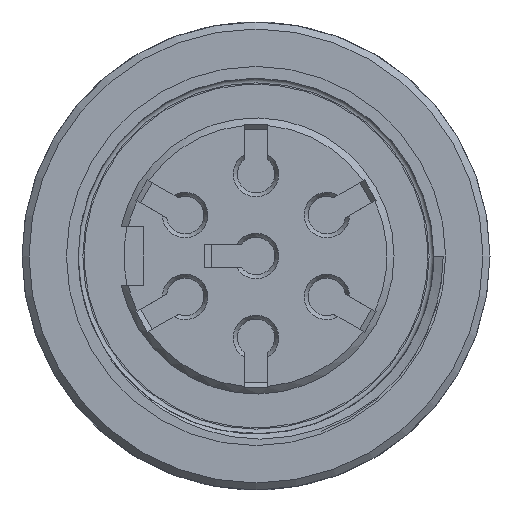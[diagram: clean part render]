
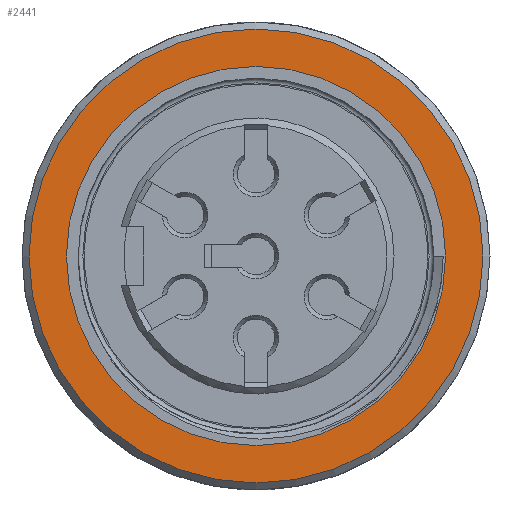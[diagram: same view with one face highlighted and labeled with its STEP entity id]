
A CAD part, front view. The second image highlights one B-rep face of the part: STEP entity #2441.
In plain terms, the highlighted planar face has unit normal (0, -1, 0).
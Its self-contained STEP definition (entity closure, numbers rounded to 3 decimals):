
#1522=FACE_BOUND('',#3675,.T.);
#1523=FACE_BOUND('',#3676,.T.);
#1906=PLANE('',#12040);
#2441=ADVANCED_FACE('',(#1522,#1523),#1906,.F.);
#3675=EDGE_LOOP('',(#8619));
#3676=EDGE_LOOP('',(#8620));
#8619=ORIENTED_EDGE('',*,*,#11334,.F.);
#8620=ORIENTED_EDGE('',*,*,#11335,.T.);
#9829=VERTEX_POINT('',#35905);
#9830=VERTEX_POINT('',#35908);
#11334=EDGE_CURVE('',#9829,#9829,#11569,.T.);
#11335=EDGE_CURVE('',#9830,#9830,#11570,.T.);
#11569=CIRCLE('',#12037,8.1);
#11570=CIRCLE('',#12039,9.7);
#12037=AXIS2_PLACEMENT_3D('',#35904,#13696,#13697);
#12039=AXIS2_PLACEMENT_3D('',#35907,#13700,#13701);
#12040=AXIS2_PLACEMENT_3D('',#35909,#13702,#13703);
#13696=DIRECTION('',(0.,-1.,0.));
#13697=DIRECTION('',(1.,0.,0.));
#13700=DIRECTION('',(0.,-1.,0.));
#13701=DIRECTION('',(1.,0.,0.));
#13702=DIRECTION('',(0.,1.,0.));
#13703=DIRECTION('',(-1.,0.,0.));
#35904=CARTESIAN_POINT('',(0.596,-24.756,0.));
#35905=CARTESIAN_POINT('',(8.696,-24.756,0.));
#35907=CARTESIAN_POINT('',(0.596,-24.756,0.));
#35908=CARTESIAN_POINT('',(10.296,-24.756,0.));
#35909=CARTESIAN_POINT('',(10.296,-24.756,0.));
